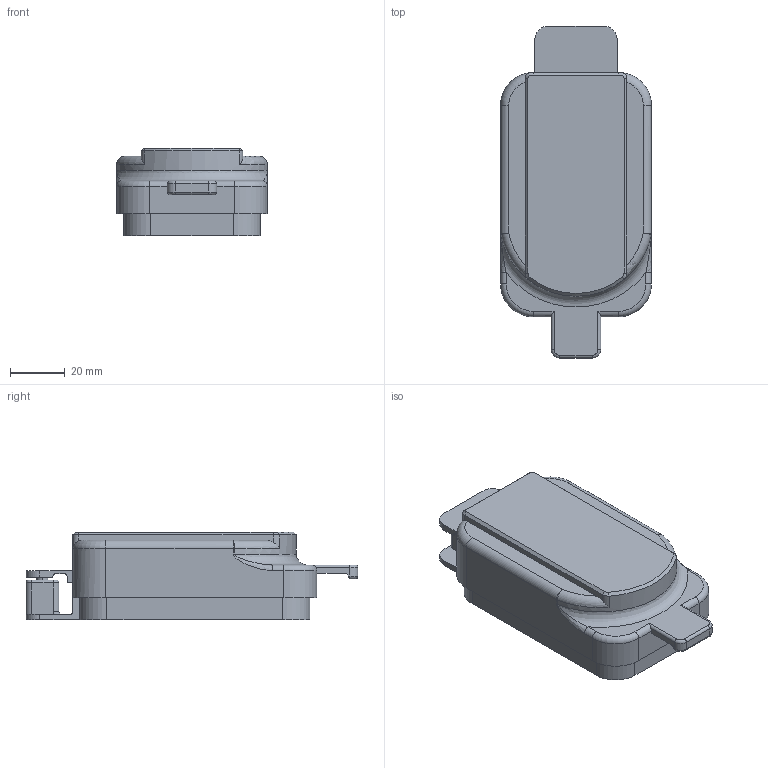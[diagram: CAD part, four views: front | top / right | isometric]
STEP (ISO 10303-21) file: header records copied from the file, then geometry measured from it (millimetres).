
FILE_DESCRIPTION (( 'STEP AP203' ), '1' );
FILE_NAME ('A-372-RC-2-F.STEP', '2010-04-16T06:40:54', ( ' ' ), ( ' ' ), 'SwSTEP 2.0', 'SolidWorks 2007', '' );
FILE_SCHEMA (( 'CONFIG_CONTROL_DESIGN' ));
Length unit declared in the file: millimetre
Products named in the file (3): A-372-RC-2-Fゴムキャップ__ﾃﾞﾌｫﾙﾄ; A-372-RC-2-F; A-372-RC-2-F儀乕僗__棉太倌
Assembly tree (2 placements, depth 2):
  A-372-RC-2-F
    A-372-RC-2-F儀乕僗__棉太倌
    A-372-RC-2-Fゴムキャップ__ﾃﾞﾌｫﾙﾄ
Bounding box: 55 x 121 x 32 mm (x, y, z)
Volume: 46747.1 mm3; surface area: 38091.2 mm2
Topology: 2 solids, 2 shells, 207 faces, 542 edges, 340 vertices
Faces by surface type: cylinder 86, plane 82, torus 26, cone 7, bspline 6
Entity records: 7192 total; most frequent: CARTESIAN_POINT 1742, DIRECTION 1109, ORIENTED_EDGE 1080, EDGE_CURVE 540, AXIS2_PLACEMENT_3D 405, VERTEX_POINT 340, LINE 299, VECTOR 299
